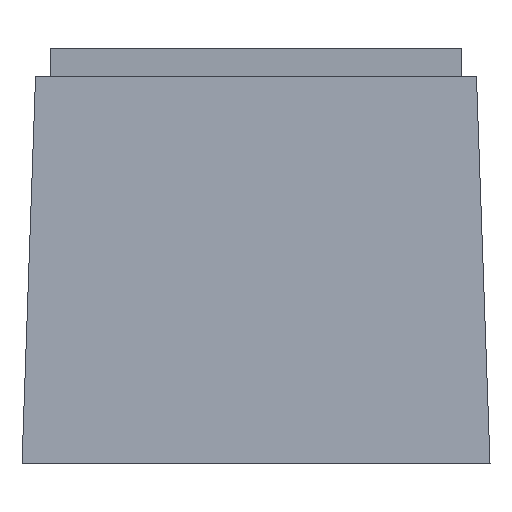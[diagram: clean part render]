
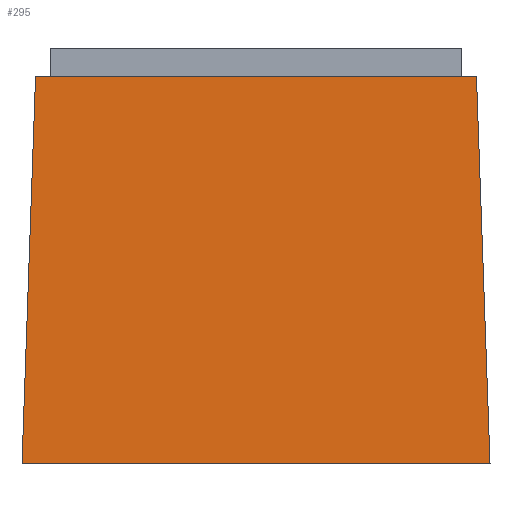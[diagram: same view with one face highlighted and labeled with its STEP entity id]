
A CAD part, left-side view. The second image highlights one B-rep face of the part: STEP entity #295.
In plain terms, the highlighted planar face has unit normal (-0.999, 0, 0.035).
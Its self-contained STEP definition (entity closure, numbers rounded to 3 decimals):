
#295=ADVANCED_FACE('',(#459),#386,.T.);
#386=PLANE('',#1666);
#459=FACE_OUTER_BOUND('',#539,.T.);
#539=EDGE_LOOP('',(#651,#652,#653,#654));
#651=ORIENTED_EDGE('',*,*,#1251,.F.);
#652=ORIENTED_EDGE('',*,*,#1252,.T.);
#653=ORIENTED_EDGE('',*,*,#1253,.F.);
#654=ORIENTED_EDGE('',*,*,#1254,.T.);
#1099=VERTEX_POINT('',#2027);
#1100=VERTEX_POINT('',#2028);
#1101=VERTEX_POINT('',#2030);
#1102=VERTEX_POINT('',#2032);
#1251=EDGE_CURVE('',#1099,#1100,#1475,.T.);
#1252=EDGE_CURVE('',#1099,#1101,#1476,.T.);
#1253=EDGE_CURVE('',#1102,#1101,#1477,.T.);
#1254=EDGE_CURVE('',#1102,#1100,#1478,.T.);
#1475=LINE('',#2026,#1563);
#1476=LINE('',#2029,#1564);
#1477=LINE('',#2031,#1565);
#1478=LINE('',#2033,#1566);
#1563=VECTOR('',#1753,1.);
#1564=VECTOR('',#1754,1.);
#1565=VECTOR('',#1755,1.);
#1566=VECTOR('',#1756,1.);
#1666=AXIS2_PLACEMENT_3D('',#2034,#1757,#1758);
#1753=DIRECTION('',(-0.035,-0.035,-0.999));
#1754=DIRECTION('',(0.,1.,0.));
#1755=DIRECTION('',(0.035,-0.035,0.999));
#1756=DIRECTION('',(0.,-1.,0.));
#1757=DIRECTION('',(-0.999,0.,0.035));
#1758=DIRECTION('',(-0.035,0.,-0.999));
#2026=CARTESIAN_POINT('',(-9.396,-9.396,15.865));
#2027=CARTESIAN_POINT('',(-9.381,-9.381,16.3));
#2028=CARTESIAN_POINT('',(-9.957,-9.957,-0.2));
#2029=CARTESIAN_POINT('',(-9.381,11.,16.3));
#2030=CARTESIAN_POINT('',(-9.381,9.381,16.3));
#2031=CARTESIAN_POINT('',(-9.423,9.423,15.098));
#2032=CARTESIAN_POINT('',(-9.957,9.957,-0.2));
#2033=CARTESIAN_POINT('',(-9.957,11.,-0.2));
#2034=CARTESIAN_POINT('',(-9.421,11.,15.153));
